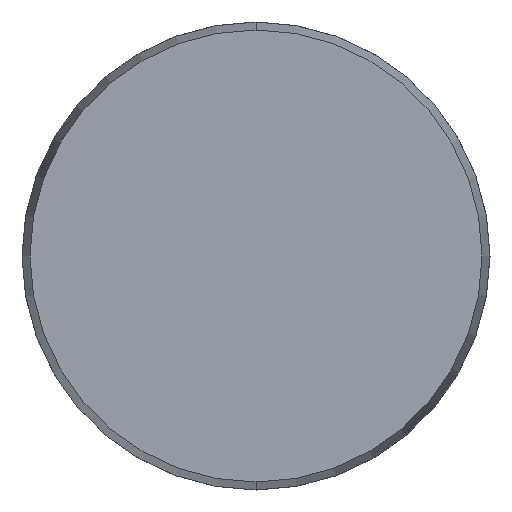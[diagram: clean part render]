
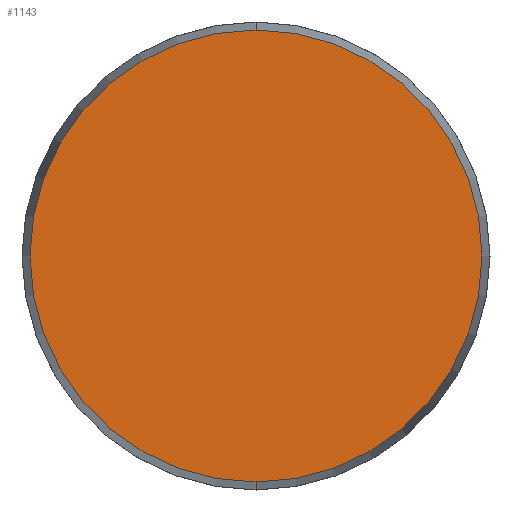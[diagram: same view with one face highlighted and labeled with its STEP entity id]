
A CAD part, front view. The second image highlights one B-rep face of the part: STEP entity #1143.
In plain terms, the highlighted planar face has unit normal (0, -1, 0).
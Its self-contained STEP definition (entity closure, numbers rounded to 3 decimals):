
#78 = ORIENTED_EDGE ( 'NONE', *, *, #1219, .T. ) ;
#98 = CARTESIAN_POINT ( 'NONE',  ( 0., 0., 0. ) ) ;
#124 = CIRCLE ( 'NONE', #1296, 24.143 ) ;
#133 = DIRECTION ( 'NONE',  ( 0., -1., 0. ) ) ;
#191 = FACE_OUTER_BOUND ( 'NONE', #742, .T. ) ;
#329 = AXIS2_PLACEMENT_3D ( 'NONE', #952, #133, #826 ) ;
#466 = CIRCLE ( 'NONE', #329, 24.143 ) ;
#600 = DIRECTION ( 'NONE',  ( 0., 0., -1. ) ) ;
#607 = CARTESIAN_POINT ( 'NONE',  ( -24.143, 0., 0. ) ) ;
#701 = DIRECTION ( 'NONE',  ( 0., 0., 1. ) ) ;
#722 = DIRECTION ( 'NONE',  ( 0., 1., 0. ) ) ;
#742 = EDGE_LOOP ( 'NONE', ( #1192, #78 ) ) ;
#826 = DIRECTION ( 'NONE',  ( 0., 0., -1. ) ) ;
#929 = EDGE_CURVE ( 'NONE', #1171, #1232, #466, .T. ) ;
#936 = PLANE ( 'NONE',  #1173 ) ;
#952 = CARTESIAN_POINT ( 'NONE',  ( 0., 0., 0. ) ) ;
#1132 = CARTESIAN_POINT ( 'NONE',  ( 0., 0., 24.143 ) ) ;
#1143 = ADVANCED_FACE ( 'NONE', ( #191 ), #936, .F. ) ;
#1171 = VERTEX_POINT ( 'NONE', #1132 ) ;
#1173 = AXIS2_PLACEMENT_3D ( 'NONE', #607, #722, #701 ) ;
#1192 = ORIENTED_EDGE ( 'NONE', *, *, #929, .T. ) ;
#1218 = CARTESIAN_POINT ( 'NONE',  ( 0., 0., -24.143 ) ) ;
#1219 = EDGE_CURVE ( 'NONE', #1232, #1171, #124, .T. ) ;
#1232 = VERTEX_POINT ( 'NONE', #1218 ) ;
#1296 = AXIS2_PLACEMENT_3D ( 'NONE', #98, #1310, #600 ) ;
#1310 = DIRECTION ( 'NONE',  ( 0., -1., 0. ) ) ;
